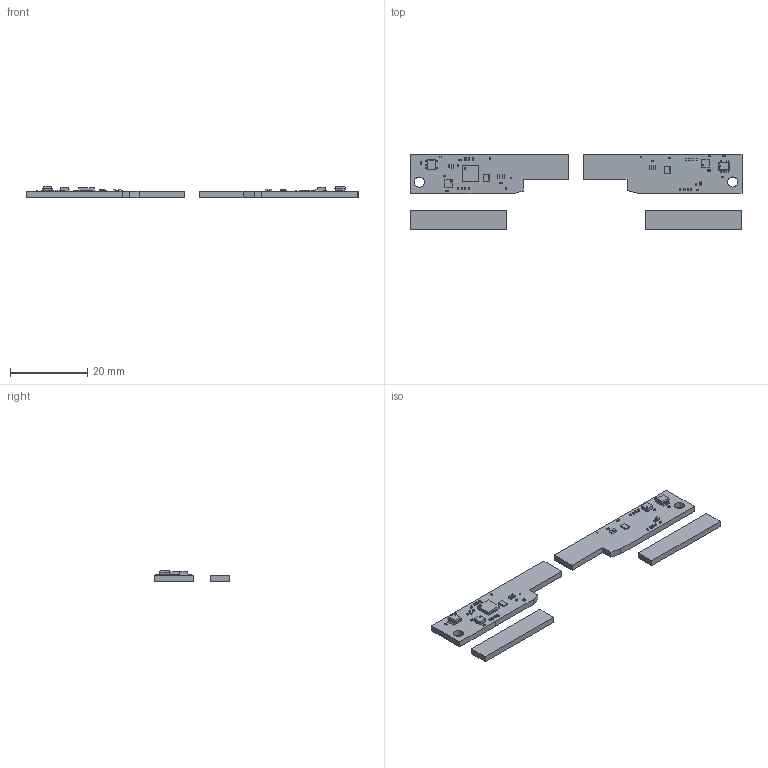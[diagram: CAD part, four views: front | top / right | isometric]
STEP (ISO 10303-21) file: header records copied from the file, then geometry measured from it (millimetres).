
FILE_DESCRIPTION(('KiCad electronic assembly'),'2;1');
FILE_NAME('Test_NH.step','2024-08-12T12:59:33',('Pcbnew'),('Kicad'), 'Open CASCADE STEP processor 7.7','KiCad to STEP converter','Unknown' );
FILE_SCHEMA(('AUTOMOTIVE_DESIGN { 1 0 10303 214 1 1 1 1 }'));
Length unit declared in the file: millimetre
Products named in the file (29): Test_NH 1; C_0201_0603Metric; Crystal_SMD_TXC_7M-4Pin_3.2x2.5mm_HandSoldering; DIP-5-6_W7.62mm_SMDSocket; DIP_5_6_W762mm_SMDSocket; QFN-32-1EP_4x4mm_P0.4mm_EP2.65x2.65mm; QFN-32-1EP_4x4mm_Pitch0.4mm; L_0402_1005Metric; LGA-12_2x2mm_P0.5mm; LGA_12_2x2mm_P05mm; _autosave-Test_NH_PCB_1; _autosave-Test_NH_PCB_2; _autosave-Test_NH_PCB_3; _autosave-Test_NH_PCB_4; _autosave-Test_NH_PCB_5; _autosave-Test_NH_PCB_6; _autosave-Test_NH_PCB_7; _autosave-Test_NH_PCB_8; _autosave-Test_NH_PCB_9; _autosave-Test_NH_PCB_10; _autosave-Test_NH_PCB_11; _autosave-Test_NH_PCB_12; _autosave-Test_NH_PCB_13; _autosave-Test_NH_PCB_14; _autosave-Test_NH_PCB_15; _autosave-Test_NH_PCB_16
Assembly tree (68 placements, depth 3):
  Test_NH 1
    C_0201_0603Metric  x33
      C_0201_0603Metric
    Crystal_SMD_TXC_7M-4Pin_3.2x2.5mm_HandSoldering  x2
      Crystal_SMD_TXC_7M-4Pin_3.2x2.5mm_HandSoldering
    DIP-5-6_W7.62mm_SMDSocket  x2
      DIP_5_6_W762mm_SMDSocket
    QFN-32-1EP_4x4mm_P0.4mm_EP2.65x2.65mm
      QFN-32-1EP_4x4mm_Pitch0.4mm
    L_0402_1005Metric  x6
      L_0402_1005Metric
    LGA-12_2x2mm_P0.5mm  x2
      LGA_12_2x2mm_P05mm
    _autosave-Test_NH_PCB_1
    _autosave-Test_NH_PCB_2
    _autosave-Test_NH_PCB_3
    _autosave-Test_NH_PCB_4
    _autosave-Test_NH_PCB_5
    _autosave-Test_NH_PCB_6
    _autosave-Test_NH_PCB_7
    _autosave-Test_NH_PCB_8
    _autosave-Test_NH_PCB_9
    _autosave-Test_NH_PCB_10
    _autosave-Test_NH_PCB_11
    _autosave-Test_NH_PCB_12
    _autosave-Test_NH_PCB_13
    _autosave-Test_NH_PCB_14
    _autosave-Test_NH_PCB_15
    _autosave-Test_NH_PCB_16
Bounding box: 85.97 x 19.67 x 2.94 mm (x, y, z)
Surface area: 10292.9 mm2
Topology: 62 solids, 62 shells, 1834 faces, 4720 edges, 3120 vertices
Faces by surface type: plane 1059, cylinder 519, bspline 256
Full cylindrical faces by diameter (mm): 0.3 x8, 0.35 x2, 0.5 x1, 2.6 x8
Entity records: 22084 total; most frequent: CARTESIAN_POINT 4130, ORIENTED_EDGE 3142, DIRECTION 2479, EDGE_CURVE 1571, LINE 1097, VECTOR 1097, VERTEX_POINT 1034, AXIS2_PLACEMENT_3D 691
